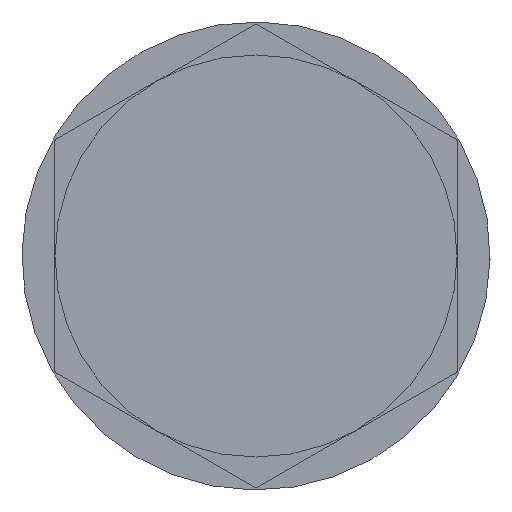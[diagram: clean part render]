
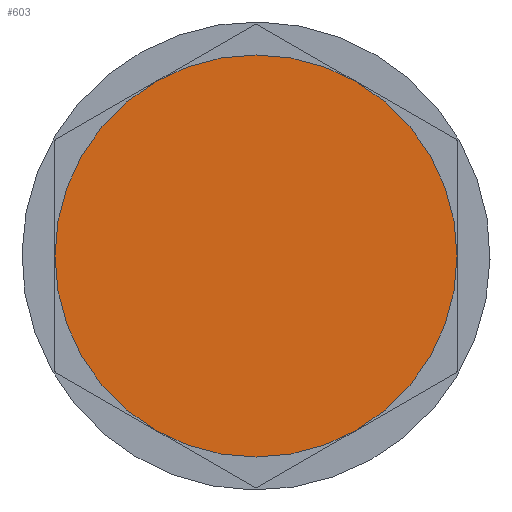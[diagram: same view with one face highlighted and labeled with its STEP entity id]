
A CAD part, left-side view. The second image highlights one B-rep face of the part: STEP entity #603.
In plain terms, the highlighted planar face has unit normal (-1, 0, 0).
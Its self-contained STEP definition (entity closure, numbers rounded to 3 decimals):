
#122=PLANE('',#697);
#181=FACE_OUTER_BOUND('',#240,.T.);
#240=EDGE_LOOP('',(#544));
#271=CIRCLE('',#695,18.);
#325=VERTEX_POINT('',#2585);
#398=EDGE_CURVE('',#325,#325,#271,.T.);
#544=ORIENTED_EDGE('',*,*,#398,.T.);
#603=ADVANCED_FACE('',(#181),#122,.F.);
#695=AXIS2_PLACEMENT_3D('',#2586,#869,#870);
#697=AXIS2_PLACEMENT_3D('',#2589,#873,#874);
#869=DIRECTION('center_axis',(-1.,0.,0.));
#870=DIRECTION('ref_axis',(0.,0.,1.));
#873=DIRECTION('center_axis',(1.,0.,0.));
#874=DIRECTION('ref_axis',(0.,0.,-1.));
#2585=CARTESIAN_POINT('',(-22.9,0.,-18.));
#2586=CARTESIAN_POINT('Origin',(-22.9,0.,0.));
#2589=CARTESIAN_POINT('Origin',(-22.9,0.,0.));
